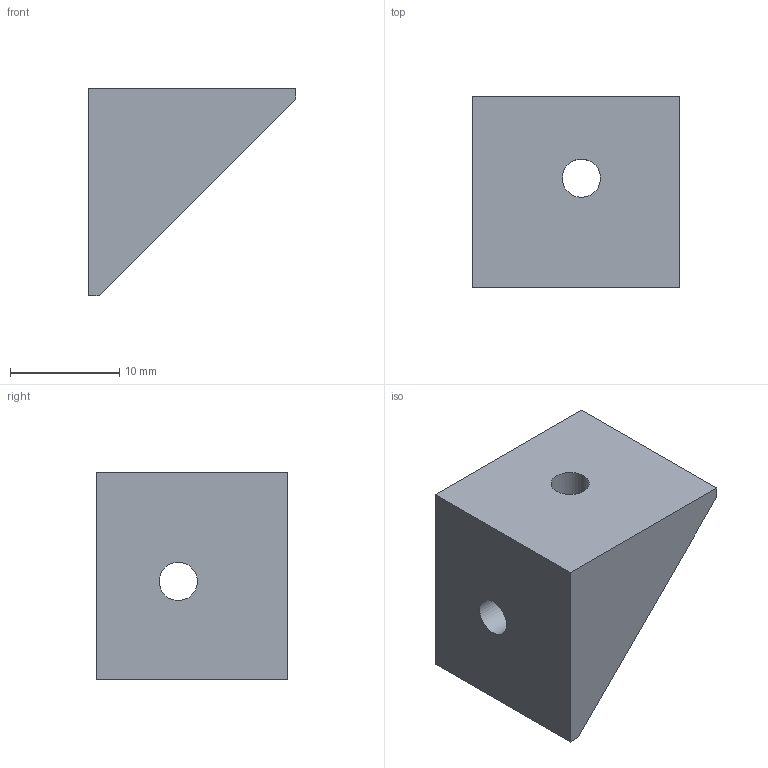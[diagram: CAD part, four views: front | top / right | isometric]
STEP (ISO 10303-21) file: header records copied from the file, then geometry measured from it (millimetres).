
FILE_DESCRIPTION(/* description */ (''),/* implementation_level */ '2;1');
FILE_NAME(/* name */ 'Electronics panel corner connector.step',/* time_stamp */ '2024-11-17T17:35:04+01:00',/* author */ (''),/* organization */ (''),/* preprocessor_version */ 'ST-DEVELOPER v20',/* originating_system */ 'Autodesk Translation Framework v13.20.0.188',/* authorisation */ '');
FILE_SCHEMA (('AUTOMOTIVE_DESIGN { 1 0 10303 214 3 1 1 }'));
Length unit declared in the file: millimetre
Products named in the file (1): Corner connector
Bounding box: 19 x 17.5 x 19 mm (x, y, z)
Volume: 3070.8 mm3; surface area: 1819 mm2
Topology: 1 solids, 1 shells, 17 faces, 39 edges, 24 vertices
Faces by surface type: plane 8, cylinder 5, bspline 2, cone 2
Full cylindrical faces by diameter (mm): 3.5 x2, 3.75 x1, 6 x2
Entity records: 606 total; most frequent: CARTESIAN_POINT 180, ORIENTED_EDGE 78, DIRECTION 76, EDGE_CURVE 39, AXIS2_PLACEMENT_3D 26, LINE 24, VECTOR 24, VERTEX_POINT 24
